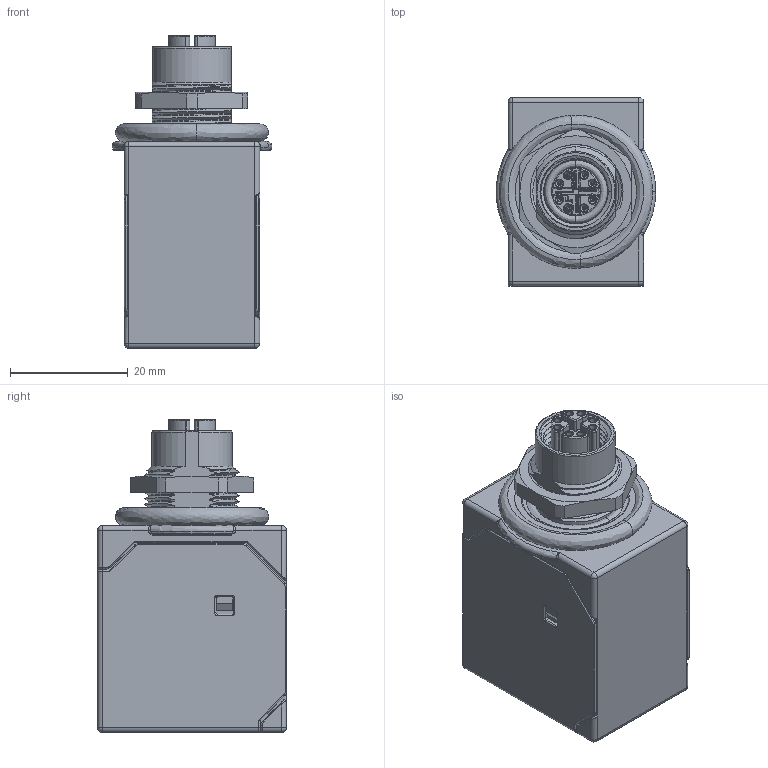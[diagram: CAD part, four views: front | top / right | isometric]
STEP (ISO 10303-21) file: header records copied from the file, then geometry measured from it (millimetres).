
FILE_DESCRIPTION (( 'STEP AP214' ), '1' );
FILE_NAME ('J80029A0200H50.STEP', '2018-07-20T08:28:51', ( '' ), ( '' ), 'SwSTEP 2.0', 'SolidWorks 2017', '' );
FILE_SCHEMA (( 'AUTOMOTIVE_DESIGN' ));
Length unit declared in the file: millimetre
Products named in the file (1): J80029A0200H50
Bounding box: 27.07 x 32 x 53.05 mm (x, y, z)
Volume: 27542.8 mm3; surface area: 13545.6 mm2
Topology: 4 solids, 24 shells, 1781 faces, 4632 edges, 2766 vertices
Faces by surface type: cylinder 678, plane 539, bspline 274, torus 124, cone 116, sphere 50
Entity records: 89032 total; most frequent: CARTESIAN_POINT 28483, ORIENTED_EDGE 9032, DIRECTION 8517, EDGE_CURVE 4516, AXIS2_PLACEMENT_3D 3213, VERTEX_POINT 2766, VECTOR 2091, LINE 2091
